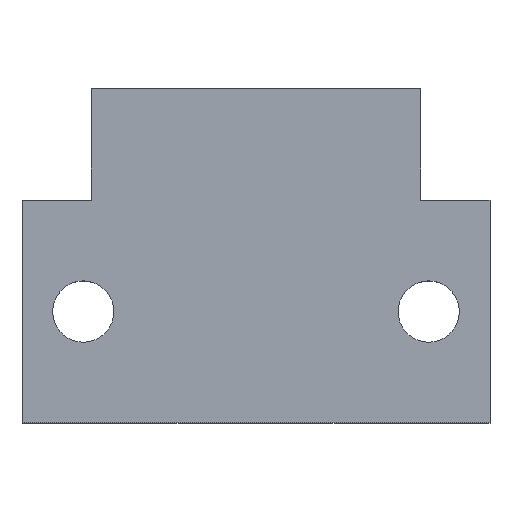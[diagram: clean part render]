
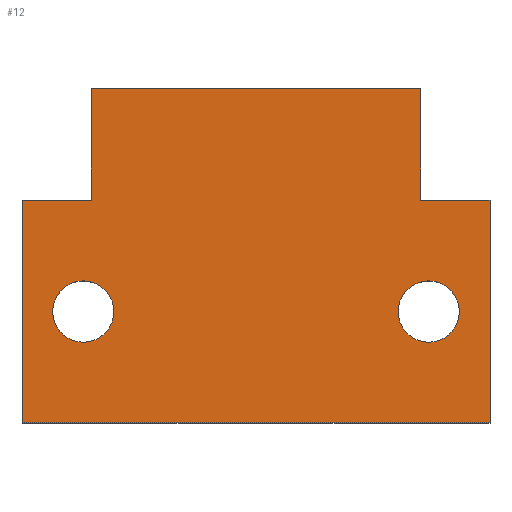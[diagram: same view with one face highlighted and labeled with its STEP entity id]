
A CAD part, top view. The second image highlights one B-rep face of the part: STEP entity #12.
In plain terms, the highlighted planar face has unit normal (0, 0, 1).
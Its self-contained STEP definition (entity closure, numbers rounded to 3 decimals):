
#2 = VECTOR ( 'NONE', #38, 1000. ) ;
#12 = ADVANCED_FACE ( 'NONE', ( #608, #533, #1219 ), #240, .T. ) ;
#27 = EDGE_CURVE ( 'NONE', #295, #921, #820, .T. ) ;
#38 = DIRECTION ( 'NONE',  ( -1., 0., 0. ) ) ;
#39 = VERTEX_POINT ( 'NONE', #345 ) ;
#55 = CARTESIAN_POINT ( 'NONE',  ( -18.25, 10., 3.5 ) ) ;
#84 = CARTESIAN_POINT ( 'NONE',  ( -14.8, 30., 3.5 ) ) ;
#105 = VECTOR ( 'NONE', #1126, 1000. ) ;
#115 = VERTEX_POINT ( 'NONE', #836 ) ;
#118 = DIRECTION ( 'NONE',  ( -1., 0., 0. ) ) ;
#139 = DIRECTION ( 'NONE',  ( -1., 0., 0. ) ) ;
#156 = EDGE_CURVE ( 'NONE', #39, #887, #1058, .T. ) ;
#194 = EDGE_CURVE ( 'NONE', #887, #637, #565, .T. ) ;
#214 = CARTESIAN_POINT ( 'NONE',  ( 0., 20., 3.5 ) ) ;
#219 = CARTESIAN_POINT ( 'NONE',  ( 15.5, 10., 3.5 ) ) ;
#229 = ORIENTED_EDGE ( 'NONE', *, *, #994, .F. ) ;
#230 = DIRECTION ( 'NONE',  ( 0., 0., -1. ) ) ;
#231 = VERTEX_POINT ( 'NONE', #458 ) ;
#240 = PLANE ( 'NONE',  #493 ) ;
#245 = VERTEX_POINT ( 'NONE', #1246 ) ;
#254 = EDGE_CURVE ( 'NONE', #115, #964, #402, .T. ) ;
#265 = CIRCLE ( 'NONE', #719, 2.75 ) ;
#280 = EDGE_CURVE ( 'NONE', #115, #883, #1183, .T. ) ;
#295 = VERTEX_POINT ( 'NONE', #884 ) ;
#297 = EDGE_CURVE ( 'NONE', #1133, #500, #265, .T. ) ;
#302 = ORIENTED_EDGE ( 'NONE', *, *, #280, .T. ) ;
#304 = CARTESIAN_POINT ( 'NONE',  ( 0., 20., 3.5 ) ) ;
#307 = LINE ( 'NONE', #501, #1000 ) ;
#308 = ORIENTED_EDGE ( 'NONE', *, *, #156, .T. ) ;
#309 = CARTESIAN_POINT ( 'NONE',  ( -15.5, 10., 3.5 ) ) ;
#311 = EDGE_LOOP ( 'NONE', ( #229, #502, #302, #447, #308, #1107, #1178, #322 ) ) ;
#322 = ORIENTED_EDGE ( 'NONE', *, *, #595, .T. ) ;
#325 = CARTESIAN_POINT ( 'NONE',  ( 14.8, 30., 3.5 ) ) ;
#326 = DIRECTION ( 'NONE',  ( 0., 0., -1. ) ) ;
#335 = LINE ( 'NONE', #911, #105 ) ;
#340 = DIRECTION ( 'NONE',  ( 0., 0., 1. ) ) ;
#345 = CARTESIAN_POINT ( 'NONE',  ( 14.8, 30., 3.5 ) ) ;
#349 = DIRECTION ( 'NONE',  ( 0., -1., 0. ) ) ;
#350 = EDGE_CURVE ( 'NONE', #500, #1133, #537, .T. ) ;
#389 = ORIENTED_EDGE ( 'NONE', *, *, #350, .T. ) ;
#402 = LINE ( 'NONE', #686, #793 ) ;
#447 = ORIENTED_EDGE ( 'NONE', *, *, #1130, .T. ) ;
#458 = CARTESIAN_POINT ( 'NONE',  ( -21., 0., 3.5 ) ) ;
#493 = AXIS2_PLACEMENT_3D ( 'NONE', #923, #340, #1009 ) ;
#497 = DIRECTION ( 'NONE',  ( 1., 0., 0. ) ) ;
#500 = VERTEX_POINT ( 'NONE', #731 ) ;
#501 = CARTESIAN_POINT ( 'NONE',  ( 0., 0., 3.5 ) ) ;
#502 = ORIENTED_EDGE ( 'NONE', *, *, #254, .F. ) ;
#533 = FACE_BOUND ( 'NONE', #1027, .T. ) ;
#537 = CIRCLE ( 'NONE', #984, 2.75 ) ;
#565 = LINE ( 'NONE', #84, #1195 ) ;
#580 = EDGE_LOOP ( 'NONE', ( #877, #1080 ) ) ;
#595 = EDGE_CURVE ( 'NONE', #245, #231, #335, .T. ) ;
#600 = DIRECTION ( 'NONE',  ( 0., 0., -1. ) ) ;
#603 = CARTESIAN_POINT ( 'NONE',  ( -15.5, 10., 3.5 ) ) ;
#604 = ORIENTED_EDGE ( 'NONE', *, *, #297, .T. ) ;
#608 = FACE_BOUND ( 'NONE', #580, .T. ) ;
#637 = VERTEX_POINT ( 'NONE', #734 ) ;
#683 = CARTESIAN_POINT ( 'NONE',  ( 21., 0., 3.5 ) ) ;
#686 = CARTESIAN_POINT ( 'NONE',  ( 21., 20., 3.5 ) ) ;
#694 = AXIS2_PLACEMENT_3D ( 'NONE', #703, #326, #909 ) ;
#703 = CARTESIAN_POINT ( 'NONE',  ( 15.5, 10., 3.5 ) ) ;
#712 = DIRECTION ( 'NONE',  ( 1., 0., 0. ) ) ;
#719 = AXIS2_PLACEMENT_3D ( 'NONE', #603, #982, #497 ) ;
#731 = CARTESIAN_POINT ( 'NONE',  ( -12.75, 10., 3.5 ) ) ;
#734 = CARTESIAN_POINT ( 'NONE',  ( -14.8, 20., 3.5 ) ) ;
#776 = DIRECTION ( 'NONE',  ( -1., 0., 0. ) ) ;
#793 = VECTOR ( 'NONE', #879, 1000. ) ;
#798 = DIRECTION ( 'NONE',  ( -1., 0., 0. ) ) ;
#801 = VECTOR ( 'NONE', #808, 1000. ) ;
#808 = DIRECTION ( 'NONE',  ( 0., 1., 0. ) ) ;
#820 = CIRCLE ( 'NONE', #694, 2.75 ) ;
#836 = CARTESIAN_POINT ( 'NONE',  ( 21., 20., 3.5 ) ) ;
#860 = CARTESIAN_POINT ( 'NONE',  ( 14.8, 20., 3.5 ) ) ;
#876 = LINE ( 'NONE', #214, #2 ) ;
#877 = ORIENTED_EDGE ( 'NONE', *, *, #979, .T. ) ;
#878 = AXIS2_PLACEMENT_3D ( 'NONE', #219, #600, #776 ) ;
#879 = DIRECTION ( 'NONE',  ( 0., -1., 0. ) ) ;
#883 = VERTEX_POINT ( 'NONE', #860 ) ;
#884 = CARTESIAN_POINT ( 'NONE',  ( 18.25, 10., 3.5 ) ) ;
#887 = VERTEX_POINT ( 'NONE', #1152 ) ;
#909 = DIRECTION ( 'NONE',  ( -1., 0., 0. ) ) ;
#911 = CARTESIAN_POINT ( 'NONE',  ( -21., 20., 3.5 ) ) ;
#916 = LINE ( 'NONE', #325, #801 ) ;
#921 = VERTEX_POINT ( 'NONE', #1063 ) ;
#923 = CARTESIAN_POINT ( 'NONE',  ( 0., 20., 3.5 ) ) ;
#925 = VECTOR ( 'NONE', #118, 1000. ) ;
#964 = VERTEX_POINT ( 'NONE', #683 ) ;
#979 = EDGE_CURVE ( 'NONE', #921, #295, #1174, .T. ) ;
#982 = DIRECTION ( 'NONE',  ( 0., 0., -1. ) ) ;
#984 = AXIS2_PLACEMENT_3D ( 'NONE', #309, #230, #712 ) ;
#994 = EDGE_CURVE ( 'NONE', #964, #231, #307, .T. ) ;
#1000 = VECTOR ( 'NONE', #139, 1000. ) ;
#1009 = DIRECTION ( 'NONE',  ( 1., 0., 0. ) ) ;
#1027 = EDGE_LOOP ( 'NONE', ( #604, #389 ) ) ;
#1033 = EDGE_CURVE ( 'NONE', #637, #245, #876, .T. ) ;
#1058 = LINE ( 'NONE', #1143, #925 ) ;
#1063 = CARTESIAN_POINT ( 'NONE',  ( 12.75, 10., 3.5 ) ) ;
#1080 = ORIENTED_EDGE ( 'NONE', *, *, #27, .T. ) ;
#1107 = ORIENTED_EDGE ( 'NONE', *, *, #194, .T. ) ;
#1126 = DIRECTION ( 'NONE',  ( 0., -1., 0. ) ) ;
#1130 = EDGE_CURVE ( 'NONE', #883, #39, #916, .T. ) ;
#1133 = VERTEX_POINT ( 'NONE', #55 ) ;
#1143 = CARTESIAN_POINT ( 'NONE',  ( -14.8, 30., 3.5 ) ) ;
#1152 = CARTESIAN_POINT ( 'NONE',  ( -14.8, 30., 3.5 ) ) ;
#1160 = VECTOR ( 'NONE', #798, 1000. ) ;
#1174 = CIRCLE ( 'NONE', #878, 2.75 ) ;
#1178 = ORIENTED_EDGE ( 'NONE', *, *, #1033, .T. ) ;
#1183 = LINE ( 'NONE', #304, #1160 ) ;
#1195 = VECTOR ( 'NONE', #349, 1000. ) ;
#1219 = FACE_OUTER_BOUND ( 'NONE', #311, .T. ) ;
#1246 = CARTESIAN_POINT ( 'NONE',  ( -21., 20., 3.5 ) ) ;
